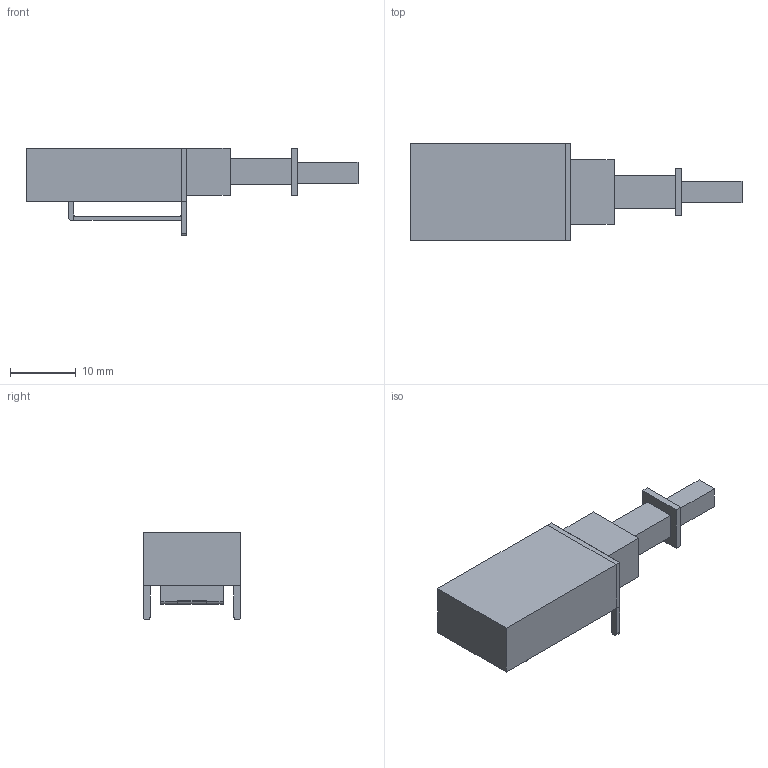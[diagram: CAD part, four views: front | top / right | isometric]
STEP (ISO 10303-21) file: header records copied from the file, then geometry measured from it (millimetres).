
FILE_DESCRIPTION(('FreeCAD Model'),'2;1');
FILE_NAME( 'DPDT_4A_250VAC.stp', '2017-08-26T10:47:02',('Author'),(''), 'Open CASCADE STEP processor 6.8','FreeCAD','Unknown');
FILE_SCHEMA(('AUTOMOTIVE_DESIGN_CC2 { 1 2 10303 214 -1 1 5 4 }'));
Length unit declared in the file: millimetre
Products named in the file (3): ASSEMBLY; Fillet002; Pad007
Assembly tree (2 placements, depth 2):
  ASSEMBLY
    Fillet002
    Pad007
Bounding box: 50.6 x 14.8 x 13.4 mm (x, y, z)
Volume: 3950.9 mm3; surface area: 2550.1 mm2
Topology: 2 solids, 2 shells, 66 faces, 165 edges, 106 vertices
Faces by surface type: plane 56, cylinder 10
Entity records: 4343 total; most frequent: CARTESIAN_POINT 750, DIRECTION 631, LINE 453, VECTOR 453, ORIENTED_EDGE 330, PCURVE 330, DEFINITIONAL_REPRESENTATION 330, EDGE_CURVE 165
